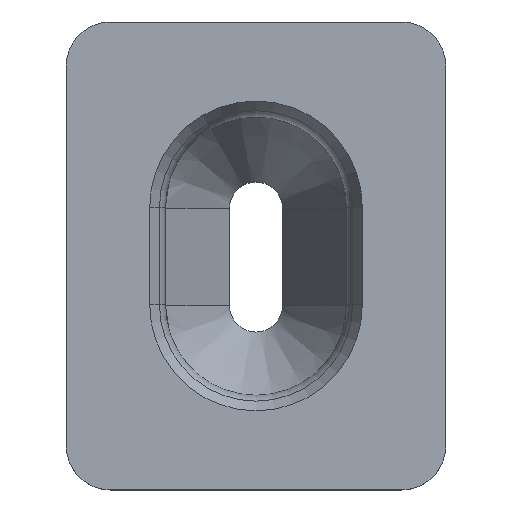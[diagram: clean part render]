
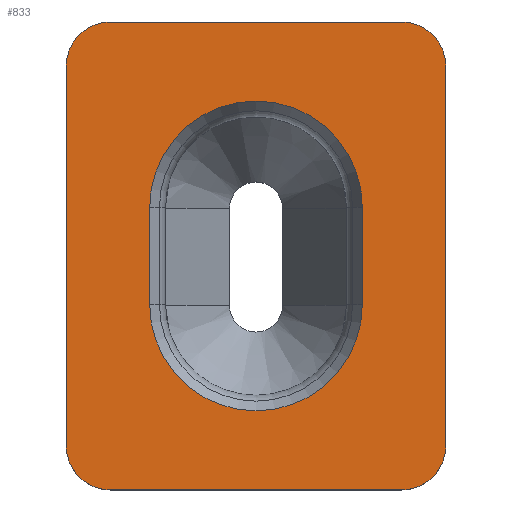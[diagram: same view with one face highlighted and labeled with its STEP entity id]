
A CAD part, top view. The second image highlights one B-rep face of the part: STEP entity #833.
In plain terms, the highlighted planar face has unit normal (0, 0, 1).
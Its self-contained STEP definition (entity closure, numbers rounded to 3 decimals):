
#332=AXIS2_PLACEMENT_3D('Circle Axis2P3D',#330,#331,$) ;
#380=AXIS2_PLACEMENT_3D('Circle Axis2P3D',#378,#379,$) ;
#428=AXIS2_PLACEMENT_3D('Circle Axis2P3D',#426,#427,$) ;
#476=AXIS2_PLACEMENT_3D('Circle Axis2P3D',#474,#475,$) ;
#782=AXIS2_PLACEMENT_3D('Plane Axis2P3D',#779,#780,#781) ;
#801=AXIS2_PLACEMENT_3D('Circle Axis2P3D',#799,#800,$) ;
#817=AXIS2_PLACEMENT_3D('Circle Axis2P3D',#815,#816,$) ;
#327=CARTESIAN_POINT('Vertex',(4.3,0.5,7.45)) ;
#330=CARTESIAN_POINT('Axis2P3D Location',(3.8,0.5,7.45)) ;
#334=CARTESIAN_POINT('Vertex',(3.8,0.,7.45)) ;
#354=CARTESIAN_POINT('Line Origine',(2.15,0.,7.45)) ;
#358=CARTESIAN_POINT('Vertex',(0.5,0.,7.45)) ;
#378=CARTESIAN_POINT('Axis2P3D Location',(0.5,0.5,7.45)) ;
#382=CARTESIAN_POINT('Vertex',(0.,0.5,7.45)) ;
#402=CARTESIAN_POINT('Line Origine',(0.,2.65,7.45)) ;
#406=CARTESIAN_POINT('Vertex',(0.,4.8,7.45)) ;
#426=CARTESIAN_POINT('Axis2P3D Location',(0.5,4.8,7.45)) ;
#430=CARTESIAN_POINT('Vertex',(0.5,5.3,7.45)) ;
#450=CARTESIAN_POINT('Line Origine',(2.15,5.3,7.45)) ;
#454=CARTESIAN_POINT('Vertex',(3.8,5.3,7.45)) ;
#474=CARTESIAN_POINT('Axis2P3D Location',(3.8,4.8,7.45)) ;
#478=CARTESIAN_POINT('Vertex',(4.3,4.8,7.45)) ;
#779=CARTESIAN_POINT('Axis2P3D Location',(47.15,2.65,7.45)) ;
#784=CARTESIAN_POINT('Line Origine',(4.3,2.65,7.45)) ;
#799=CARTESIAN_POINT('Axis2P3D Location',(2.15,2.1,7.45)) ;
#803=CARTESIAN_POINT('Vertex',(0.945,2.1,7.45)) ;
#805=CARTESIAN_POINT('Vertex',(3.355,2.1,7.45)) ;
#808=CARTESIAN_POINT('Line Origine',(0.945,2.65,7.45)) ;
#812=CARTESIAN_POINT('Vertex',(0.945,3.2,7.45)) ;
#815=CARTESIAN_POINT('Axis2P3D Location',(2.15,3.2,7.45)) ;
#819=CARTESIAN_POINT('Vertex',(3.355,3.2,7.45)) ;
#822=CARTESIAN_POINT('Line Origine',(3.355,2.65,7.45)) ;
#331=DIRECTION('Axis2P3D Direction',(0.,0.,-1.)) ;
#355=DIRECTION('Vector Direction',(1.,0.,0.)) ;
#379=DIRECTION('Axis2P3D Direction',(0.,0.,-1.)) ;
#403=DIRECTION('Vector Direction',(0.,-1.,0.)) ;
#427=DIRECTION('Axis2P3D Direction',(0.,0.,-1.)) ;
#451=DIRECTION('Vector Direction',(1.,0.,0.)) ;
#475=DIRECTION('Axis2P3D Direction',(0.,0.,-1.)) ;
#780=DIRECTION('Axis2P3D Direction',(0.,0.,-1.)) ;
#781=DIRECTION('Axis2P3D XDirection',(-1.,0.,0.)) ;
#785=DIRECTION('Vector Direction',(0.,-1.,0.)) ;
#800=DIRECTION('Axis2P3D Direction',(0.,0.,-1.)) ;
#809=DIRECTION('Vector Direction',(0.,-1.,0.)) ;
#816=DIRECTION('Axis2P3D Direction',(0.,0.,-1.)) ;
#823=DIRECTION('Vector Direction',(0.,-1.,0.)) ;
#356=VECTOR('Line Direction',#355,1.) ;
#404=VECTOR('Line Direction',#403,1.) ;
#452=VECTOR('Line Direction',#451,1.) ;
#786=VECTOR('Line Direction',#785,1.) ;
#810=VECTOR('Line Direction',#809,1.) ;
#824=VECTOR('Line Direction',#823,1.) ;
#790=ORIENTED_EDGE('',*,*,#480,.F.) ;
#791=ORIENTED_EDGE('',*,*,#456,.F.) ;
#792=ORIENTED_EDGE('',*,*,#432,.F.) ;
#793=ORIENTED_EDGE('',*,*,#408,.F.) ;
#794=ORIENTED_EDGE('',*,*,#384,.F.) ;
#795=ORIENTED_EDGE('',*,*,#360,.F.) ;
#796=ORIENTED_EDGE('',*,*,#336,.F.) ;
#797=ORIENTED_EDGE('',*,*,#788,.F.) ;
#828=ORIENTED_EDGE('',*,*,#807,.F.) ;
#829=ORIENTED_EDGE('',*,*,#814,.F.) ;
#830=ORIENTED_EDGE('',*,*,#821,.F.) ;
#831=ORIENTED_EDGE('',*,*,#826,.T.) ;
#832=FACE_BOUND('',#827,.T.) ;
#833=ADVANCED_FACE('Koerper.2',(#798,#832),#783,.F.) ;
#333=CIRCLE('generated circle',#332,0.5) ;
#381=CIRCLE('generated circle',#380,0.5) ;
#429=CIRCLE('generated circle',#428,0.5) ;
#477=CIRCLE('generated circle',#476,0.5) ;
#802=CIRCLE('generated circle',#801,1.205) ;
#818=CIRCLE('generated circle',#817,1.205) ;
#336=EDGE_CURVE('',#328,#335,#333,.T.) ;
#360=EDGE_CURVE('',#335,#359,#357,.F.) ;
#384=EDGE_CURVE('',#359,#383,#381,.T.) ;
#408=EDGE_CURVE('',#383,#407,#405,.F.) ;
#432=EDGE_CURVE('',#407,#431,#429,.T.) ;
#456=EDGE_CURVE('',#431,#455,#453,.T.) ;
#480=EDGE_CURVE('',#455,#479,#477,.T.) ;
#788=EDGE_CURVE('',#479,#328,#787,.T.) ;
#807=EDGE_CURVE('',#804,#806,#802,.F.) ;
#814=EDGE_CURVE('',#813,#804,#811,.T.) ;
#821=EDGE_CURVE('',#820,#813,#818,.F.) ;
#826=EDGE_CURVE('',#820,#806,#825,.T.) ;
#789=EDGE_LOOP('',(#790,#791,#792,#793,#794,#795,#796,#797)) ;
#827=EDGE_LOOP('',(#828,#829,#830,#831)) ;
#798=FACE_OUTER_BOUND('',#789,.T.) ;
#357=LINE('Line',#354,#356) ;
#405=LINE('Line',#402,#404) ;
#453=LINE('Line',#450,#452) ;
#787=LINE('Line',#784,#786) ;
#811=LINE('Line',#808,#810) ;
#825=LINE('Line',#822,#824) ;
#783=PLANE('',#782) ;
#328=VERTEX_POINT('',#327) ;
#335=VERTEX_POINT('',#334) ;
#359=VERTEX_POINT('',#358) ;
#383=VERTEX_POINT('',#382) ;
#407=VERTEX_POINT('',#406) ;
#431=VERTEX_POINT('',#430) ;
#455=VERTEX_POINT('',#454) ;
#479=VERTEX_POINT('',#478) ;
#804=VERTEX_POINT('',#803) ;
#806=VERTEX_POINT('',#805) ;
#813=VERTEX_POINT('',#812) ;
#820=VERTEX_POINT('',#819) ;
